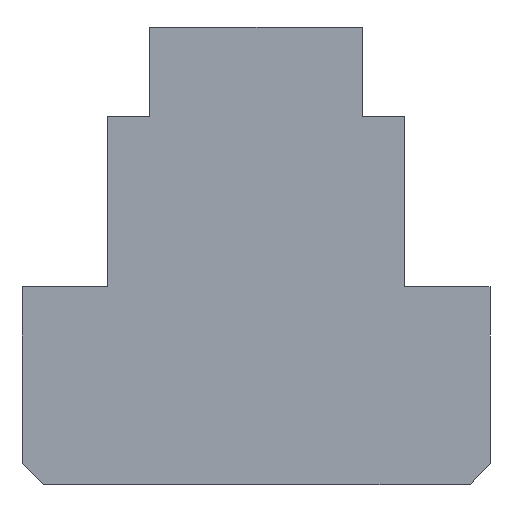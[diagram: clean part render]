
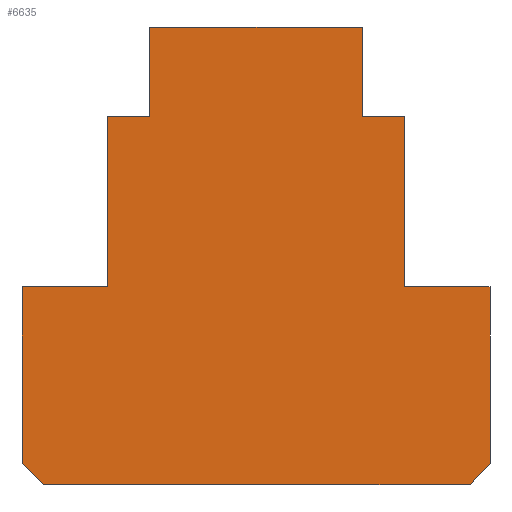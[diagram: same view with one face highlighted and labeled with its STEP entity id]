
A CAD part, front view. The second image highlights one B-rep face of the part: STEP entity #6635.
In plain terms, the highlighted planar face has unit normal (0, -1, 0).
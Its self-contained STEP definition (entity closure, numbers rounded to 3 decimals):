
#2863=VERTEX_POINT('',#8189);
#2885=EDGE_CURVE('',#7271,#6719,#8212,.T.);
#3021=EDGE_CURVE('',#6829,#5637,#8367,.T.);
#3177=EDGE_CURVE('',#5637,#5645,#8549,.T.);
#3187=EDGE_CURVE('',#5659,#7453,#8559,.T.);
#3227=EDGE_CURVE('',#4643,#4463,#8604,.T.);
#3303=VERTEX_POINT('',#8693);
#3655=VERTEX_POINT('',#9087);
#3909=EDGE_CURVE('',#5771,#6829,#9374,.T.);
#4419=EDGE_CURVE('',#3303,#7271,#9936,.T.);
#4463=VERTEX_POINT('',#9984);
#4643=VERTEX_POINT('',#10188);
#4951=EDGE_CURVE('',#2863,#5771,#10539,.T.);
#5137=EDGE_CURVE('',#6893,#4643,#10753,.T.);
#5253=EDGE_CURVE('',#3655,#5659,#10887,.T.);
#5587=EDGE_CURVE('',#7453,#2863,#11261,.T.);
#5637=VERTEX_POINT('',#11320);
#5645=VERTEX_POINT('',#11328);
#5659=VERTEX_POINT('',#11343);
#5771=VERTEX_POINT('',#11472);
#6321=EDGE_CURVE('',#4463,#3655,#12086,.T.);
#6635=ADVANCED_FACE('',(#12436),#12437,.T.);
#6719=VERTEX_POINT('',#12531);
#6829=VERTEX_POINT('',#12658);
#6893=VERTEX_POINT('',#12728);
#7271=VERTEX_POINT('',#13154);
#7417=EDGE_CURVE('',#5645,#3303,#13317,.T.);
#7453=VERTEX_POINT('',#13357);
#7637=EDGE_CURVE('',#6719,#6893,#13559,.T.);
#8189=CARTESIAN_POINT('',(-10.0,-19.0,-9.3));
#8212=LINE('',#14237,#14238);
#8367=LINE('',#14435,#14436);
#8549=LINE('',#14664,#14665);
#8559=LINE('',#14680,#14681);
#8604=LINE('',#14745,#14746);
#8693=CARTESIAN_POINT('',(-5.0,-19.0,8.0));
#9087=CARTESIAN_POINT('',(11.,-19.0,0.0));
#9374=LINE('',#15729,#15730);
#9936=LINE('',#16475,#16476);
#9984=CARTESIAN_POINT('',(7.0,-19.0,0.0));
#10188=CARTESIAN_POINT('',(7.0,-19.0,8.0));
#10539=LINE('',#17241,#17242);
#10753=LINE('',#17515,#17516);
#10887=LINE('',#17685,#17686);
#11261=LINE('',#18168,#18169);
#11320=CARTESIAN_POINT('',(-7.0,-19.0,0.0));
#11328=CARTESIAN_POINT('',(-7.0,-19.0,8.0));
#11343=CARTESIAN_POINT('',(11.,-19.0,-8.3));
#11472=CARTESIAN_POINT('',(-11.0,-19.0,-8.3));
#12086=LINE('',#19242,#19243);
#12436=FACE_OUTER_BOUND('',#19699,.T.);
#12437=PLANE('',#19700);
#12531=CARTESIAN_POINT('',(5.0,-19.0,12.2));
#12658=CARTESIAN_POINT('',(-11.0,-19.0,0.0));
#12728=CARTESIAN_POINT('',(5.0,-19.0,8.0));
#13154=CARTESIAN_POINT('',(-5.0,-19.0,12.2));
#13317=LINE('',#20837,#20838);
#13357=CARTESIAN_POINT('',(10.069,-19.0,-9.3));
#13559=LINE('',#21156,#21157);
#14237=CARTESIAN_POINT('',(5.0,-19.0,12.2));
#14238=VECTOR('',#21955,1.0);
#14435=CARTESIAN_POINT('',(-7.0,-19.0,0.0));
#14436=VECTOR('',#22186,1.0);
#14664=CARTESIAN_POINT('',(-7.0,-19.0,8.0));
#14665=VECTOR('',#22490,1.0);
#14680=CARTESIAN_POINT('',(10.069,-19.0,-9.3));
#14681=VECTOR('',#22493,1.0);
#14745=CARTESIAN_POINT('',(7.0,-19.0,0.0));
#14746=VECTOR('',#22558,1.0);
#15729=CARTESIAN_POINT('',(-11.0,-19.0,0.0));
#15730=VECTOR('',#23621,1.0);
#16475=CARTESIAN_POINT('',(-5.0,-19.0,12.2));
#16476=VECTOR('',#24369,1.0);
#17241=CARTESIAN_POINT('',(-11.0,-19.0,-8.3));
#17242=VECTOR('',#25223,1.0);
#17515=CARTESIAN_POINT('',(7.0,-19.0,8.0));
#17516=VECTOR('',#25557,1.0);
#17685=CARTESIAN_POINT('',(11.,-19.0,-8.3));
#17686=VECTOR('',#25774,1.0);
#18168=CARTESIAN_POINT('',(-10.0,-19.0,-9.3));
#18169=VECTOR('',#26296,1.0);
#19242=CARTESIAN_POINT('',(11.,-19.0,0.0));
#19243=VECTOR('',#27460,1.0);
#19699=EDGE_LOOP('',(#27933,#27934,#27935,#27936,#27937,#27938,#27939,#27940,#27941,#27942,#27943,#27944,#27945,#27946));
#19700=AXIS2_PLACEMENT_3D('',#27947,#27948,#27949);
#20837=CARTESIAN_POINT('',(-5.0,-19.0,8.0));
#20838=VECTOR('',#29167,1.0);
#21156=CARTESIAN_POINT('',(5.0,-19.0,8.0));
#21157=VECTOR('',#29479,1.0);
#21955=DIRECTION('',(1.0,0.0,0.0));
#22186=DIRECTION('',(1.0,0.0,0.0));
#22490=DIRECTION('',(0.0,0.0,1.0));
#22493=DIRECTION('',(-0.681,0.0,-0.732));
#22558=DIRECTION('',(0.0,0.0,-1.0));
#23621=DIRECTION('',(0.0,0.0,1.0));
#24369=DIRECTION('',(0.0,0.0,1.0));
#25223=DIRECTION('',(-0.707,0.0,0.707));
#25557=DIRECTION('',(1.0,0.0,0.0));
#25774=DIRECTION('',(0.0,0.0,-1.0));
#26296=DIRECTION('',(-1.0,0.0,0.0));
#27460=DIRECTION('',(1.0,0.0,0.0));
#27933=ORIENTED_EDGE('',*,*,#3187,.F.);
#27934=ORIENTED_EDGE('',*,*,#5253,.F.);
#27935=ORIENTED_EDGE('',*,*,#6321,.F.);
#27936=ORIENTED_EDGE('',*,*,#3227,.F.);
#27937=ORIENTED_EDGE('',*,*,#5137,.F.);
#27938=ORIENTED_EDGE('',*,*,#7637,.F.);
#27939=ORIENTED_EDGE('',*,*,#2885,.F.);
#27940=ORIENTED_EDGE('',*,*,#4419,.F.);
#27941=ORIENTED_EDGE('',*,*,#7417,.F.);
#27942=ORIENTED_EDGE('',*,*,#3177,.F.);
#27943=ORIENTED_EDGE('',*,*,#3021,.F.);
#27944=ORIENTED_EDGE('',*,*,#3909,.F.);
#27945=ORIENTED_EDGE('',*,*,#4951,.F.);
#27946=ORIENTED_EDGE('',*,*,#5587,.F.);
#27947=CARTESIAN_POINT('',(0.003,-19.0,0.266));
#27948=DIRECTION('',(0.0,-1.0,0.0));
#27949=DIRECTION('',(1.0,0.0,0.0));
#29167=DIRECTION('',(1.0,0.0,0.0));
#29479=DIRECTION('',(0.0,0.0,-1.0));
